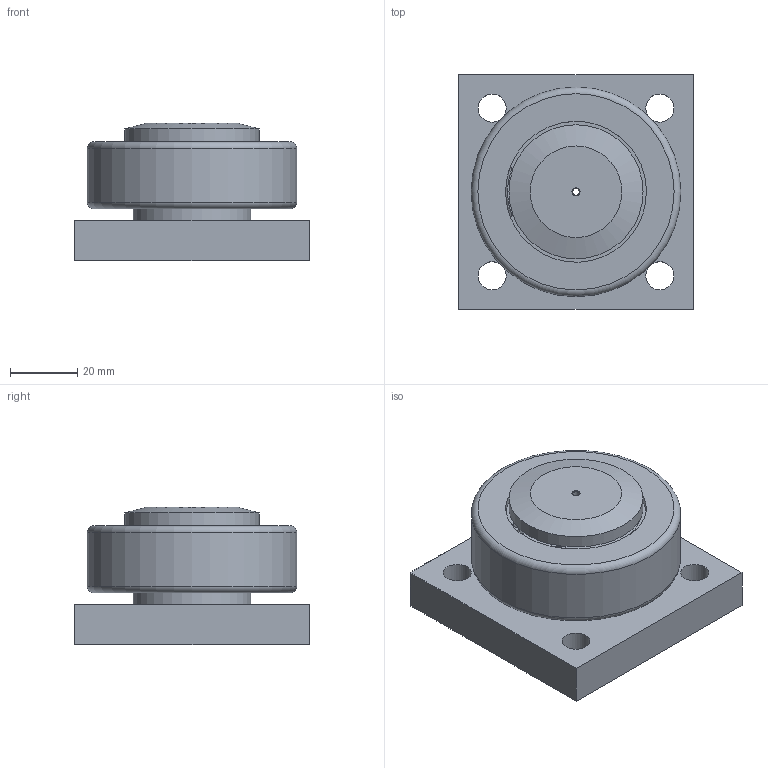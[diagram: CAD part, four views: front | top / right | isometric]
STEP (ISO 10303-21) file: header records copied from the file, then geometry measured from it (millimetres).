
FILE_DESCRIPTION(/* description */ ('-','CAx-IF Rec.Pracs.---Representation and Presentation of Product Manufacturing Information (PMI)---4.0---2014-10-13'),/* implementation_level */ '2;1');
FILE_NAME(/* name */ 'e483c651-85ab-4f3b-81c6-808eab764364.stp',/* time_stamp */ '2020-04-01T16:10:57+02:00',/* author */ ('-'),/* organization */ ('NTI CADcenter A/S'),/* preprocessor_version */ 'ST-DEVELOPER v18',/* originating_system */ 'Autodesk Inventor 2020',/* authorisation */ '-');
FILE_SCHEMA (('AP242_MANAGED_MODEL_BASED_3D_ENGINEERING_MIM_LF { 1 0 10303 442 1 1 4 }'));
Length unit declared in the file: millimetre
Products named in the file (1): PAS 060.0360 BQ1000_Kontur
Bounding box: 70 x 70 x 41 mm (x, y, z)
Volume: 119079.8 mm3; surface area: 28161.1 mm2
Topology: 1 solids, 1 shells, 61 faces, 163 edges, 115 vertices
Faces by surface type: cylinder 26, plane 24, cone 7, torus 4
Full cylindrical faces by diameter (mm): 2 x1, 2.5 x2, 6.647 x1, 8.376 x4, 12 x1, 19 x1, 20 x2, 35 x1, 37 x1, 40 x1, 42 x2, 44.5 x1, 62.5 x1
Entity records: 2194 total; most frequent: DIRECTION 394, CARTESIAN_POINT 340, ORIENTED_EDGE 326, AXIS2_PLACEMENT_3D 169, EDGE_CURVE 163, VERTEX_POINT 115, CIRCLE 107, EDGE_LOOP 84
